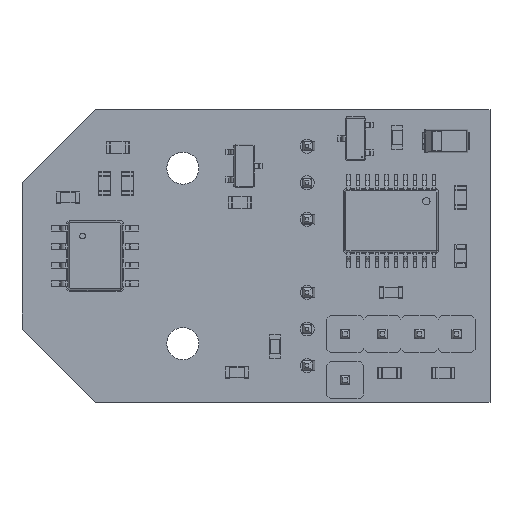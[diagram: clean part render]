
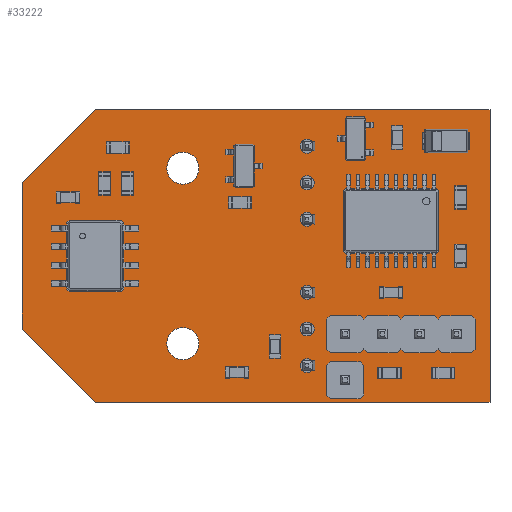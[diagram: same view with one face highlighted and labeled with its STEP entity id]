
A CAD part, top view. The second image highlights one B-rep face of the part: STEP entity #33222.
In plain terms, the highlighted planar face has unit normal (0, 0, 1).
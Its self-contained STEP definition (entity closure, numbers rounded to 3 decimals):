
#32951 = VERTEX_POINT('',#32952);
#32952 = CARTESIAN_POINT('',(132.,-120.,1.6));
#32958 = EDGE_CURVE('',#32951,#32959,#32961,.T.);
#32959 = VERTEX_POINT('',#32960);
#32960 = CARTESIAN_POINT('',(105.,-120.,1.6));
#32961 = LINE('',#32962,#32963);
#32962 = CARTESIAN_POINT('',(132.,-120.,1.6));
#32963 = VECTOR('',#32964,1.);
#32964 = DIRECTION('',(-1.,0.,0.));
#32991 = VERTEX_POINT('',#32992);
#32992 = CARTESIAN_POINT('',(132.,-100.,1.6));
#32998 = EDGE_CURVE('',#32991,#32951,#32999,.T.);
#32999 = LINE('',#33000,#33001);
#33000 = CARTESIAN_POINT('',(132.,-100.,1.6));
#33001 = VECTOR('',#33002,1.);
#33002 = DIRECTION('',(0.,-1.,0.));
#33020 = EDGE_CURVE('',#32959,#33021,#33023,.T.);
#33021 = VERTEX_POINT('',#33022);
#33022 = CARTESIAN_POINT('',(100.,-115.,1.6));
#33023 = LINE('',#33024,#33025);
#33024 = CARTESIAN_POINT('',(105.,-120.,1.6));
#33025 = VECTOR('',#33026,1.);
#33026 = DIRECTION('',(-0.707,0.707,0.));
#33222 = ADVANCED_FACE('',(#33223,#33250,#33261,#33272,#33283,#33294,
    #33305,#33316,#33327,#33338,#33349,#33360,#33371,#33382),#33393,.T.
  );
#33223 = FACE_BOUND('',#33224,.T.);
#33224 = EDGE_LOOP('',(#33225,#33226,#33227,#33235,#33243,#33249));
#33225 = ORIENTED_EDGE('',*,*,#32958,.F.);
#33226 = ORIENTED_EDGE('',*,*,#32998,.F.);
#33227 = ORIENTED_EDGE('',*,*,#33228,.F.);
#33228 = EDGE_CURVE('',#33229,#32991,#33231,.T.);
#33229 = VERTEX_POINT('',#33230);
#33230 = CARTESIAN_POINT('',(105.,-100.,1.6));
#33231 = LINE('',#33232,#33233);
#33232 = CARTESIAN_POINT('',(105.,-100.,1.6));
#33233 = VECTOR('',#33234,1.);
#33234 = DIRECTION('',(1.,0.,0.));
#33235 = ORIENTED_EDGE('',*,*,#33236,.F.);
#33236 = EDGE_CURVE('',#33237,#33229,#33239,.T.);
#33237 = VERTEX_POINT('',#33238);
#33238 = CARTESIAN_POINT('',(100.,-105.,1.6));
#33239 = LINE('',#33240,#33241);
#33240 = CARTESIAN_POINT('',(100.,-105.,1.6));
#33241 = VECTOR('',#33242,1.);
#33242 = DIRECTION('',(0.707,0.707,0.));
#33243 = ORIENTED_EDGE('',*,*,#33244,.F.);
#33244 = EDGE_CURVE('',#33021,#33237,#33245,.T.);
#33245 = LINE('',#33246,#33247);
#33246 = CARTESIAN_POINT('',(100.,-115.,1.6));
#33247 = VECTOR('',#33248,1.);
#33248 = DIRECTION('',(0.,1.,0.));
#33249 = ORIENTED_EDGE('',*,*,#33020,.F.);
#33250 = FACE_BOUND('',#33251,.T.);
#33251 = EDGE_LOOP('',(#33252));
#33252 = ORIENTED_EDGE('',*,*,#33253,.T.);
#33253 = EDGE_CURVE('',#33254,#33254,#33256,.T.);
#33254 = VERTEX_POINT('',#33255);
#33255 = CARTESIAN_POINT('',(111.,-117.1,1.6));
#33256 = CIRCLE('',#33257,1.1);
#33257 = AXIS2_PLACEMENT_3D('',#33258,#33259,#33260);
#33258 = CARTESIAN_POINT('',(111.,-116.,1.6));
#33259 = DIRECTION('',(-0.,0.,-1.));
#33260 = DIRECTION('',(-0.,-1.,0.));
#33261 = FACE_BOUND('',#33262,.T.);
#33262 = EDGE_LOOP('',(#33263));
#33263 = ORIENTED_EDGE('',*,*,#33264,.T.);
#33264 = EDGE_CURVE('',#33265,#33265,#33267,.T.);
#33265 = VERTEX_POINT('',#33266);
#33266 = CARTESIAN_POINT('',(119.5,-117.975,1.6));
#33267 = CIRCLE('',#33268,0.475);
#33268 = AXIS2_PLACEMENT_3D('',#33269,#33270,#33271);
#33269 = CARTESIAN_POINT('',(119.5,-117.5,1.6));
#33270 = DIRECTION('',(-0.,0.,-1.));
#33271 = DIRECTION('',(-0.,-1.,0.));
#33272 = FACE_BOUND('',#33273,.T.);
#33273 = EDGE_LOOP('',(#33274));
#33274 = ORIENTED_EDGE('',*,*,#33275,.T.);
#33275 = EDGE_CURVE('',#33276,#33276,#33278,.T.);
#33276 = VERTEX_POINT('',#33277);
#33277 = CARTESIAN_POINT('',(119.5,-115.475,1.6));
#33278 = CIRCLE('',#33279,0.475);
#33279 = AXIS2_PLACEMENT_3D('',#33280,#33281,#33282);
#33280 = CARTESIAN_POINT('',(119.5,-115.,1.6));
#33281 = DIRECTION('',(-0.,0.,-1.));
#33282 = DIRECTION('',(-0.,-1.,0.));
#33283 = FACE_BOUND('',#33284,.T.);
#33284 = EDGE_LOOP('',(#33285));
#33285 = ORIENTED_EDGE('',*,*,#33286,.T.);
#33286 = EDGE_CURVE('',#33287,#33287,#33289,.T.);
#33287 = VERTEX_POINT('',#33288);
#33288 = CARTESIAN_POINT('',(119.5,-112.975,1.6));
#33289 = CIRCLE('',#33290,0.475);
#33290 = AXIS2_PLACEMENT_3D('',#33291,#33292,#33293);
#33291 = CARTESIAN_POINT('',(119.5,-112.5,1.6));
#33292 = DIRECTION('',(-0.,0.,-1.));
#33293 = DIRECTION('',(-0.,-1.,0.));
#33294 = FACE_BOUND('',#33295,.T.);
#33295 = EDGE_LOOP('',(#33296));
#33296 = ORIENTED_EDGE('',*,*,#33297,.T.);
#33297 = EDGE_CURVE('',#33298,#33298,#33300,.T.);
#33298 = VERTEX_POINT('',#33299);
#33299 = CARTESIAN_POINT('',(122.1,-119.,1.6));
#33300 = CIRCLE('',#33301,0.5);
#33301 = AXIS2_PLACEMENT_3D('',#33302,#33303,#33304);
#33302 = CARTESIAN_POINT('',(122.1,-118.5,1.6));
#33303 = DIRECTION('',(-0.,0.,-1.));
#33304 = DIRECTION('',(-0.,-1.,0.));
#33305 = FACE_BOUND('',#33306,.T.);
#33306 = EDGE_LOOP('',(#33307));
#33307 = ORIENTED_EDGE('',*,*,#33308,.T.);
#33308 = EDGE_CURVE('',#33309,#33309,#33311,.T.);
#33309 = VERTEX_POINT('',#33310);
#33310 = CARTESIAN_POINT('',(122.1,-115.85,1.6));
#33311 = CIRCLE('',#33312,0.5);
#33312 = AXIS2_PLACEMENT_3D('',#33313,#33314,#33315);
#33313 = CARTESIAN_POINT('',(122.1,-115.35,1.6));
#33314 = DIRECTION('',(-0.,0.,-1.));
#33315 = DIRECTION('',(-0.,-1.,0.));
#33316 = FACE_BOUND('',#33317,.T.);
#33317 = EDGE_LOOP('',(#33318));
#33318 = ORIENTED_EDGE('',*,*,#33319,.T.);
#33319 = EDGE_CURVE('',#33320,#33320,#33322,.T.);
#33320 = VERTEX_POINT('',#33321);
#33321 = CARTESIAN_POINT('',(124.64,-115.85,1.6));
#33322 = CIRCLE('',#33323,0.5);
#33323 = AXIS2_PLACEMENT_3D('',#33324,#33325,#33326);
#33324 = CARTESIAN_POINT('',(124.64,-115.35,1.6));
#33325 = DIRECTION('',(-0.,0.,-1.));
#33326 = DIRECTION('',(-0.,-1.,0.));
#33327 = FACE_BOUND('',#33328,.T.);
#33328 = EDGE_LOOP('',(#33329));
#33329 = ORIENTED_EDGE('',*,*,#33330,.T.);
#33330 = EDGE_CURVE('',#33331,#33331,#33333,.T.);
#33331 = VERTEX_POINT('',#33332);
#33332 = CARTESIAN_POINT('',(127.18,-115.85,1.6));
#33333 = CIRCLE('',#33334,0.5);
#33334 = AXIS2_PLACEMENT_3D('',#33335,#33336,#33337);
#33335 = CARTESIAN_POINT('',(127.18,-115.35,1.6));
#33336 = DIRECTION('',(-0.,0.,-1.));
#33337 = DIRECTION('',(-0.,-1.,0.));
#33338 = FACE_BOUND('',#33339,.T.);
#33339 = EDGE_LOOP('',(#33340));
#33340 = ORIENTED_EDGE('',*,*,#33341,.T.);
#33341 = EDGE_CURVE('',#33342,#33342,#33344,.T.);
#33342 = VERTEX_POINT('',#33343);
#33343 = CARTESIAN_POINT('',(129.72,-115.85,1.6));
#33344 = CIRCLE('',#33345,0.5);
#33345 = AXIS2_PLACEMENT_3D('',#33346,#33347,#33348);
#33346 = CARTESIAN_POINT('',(129.72,-115.35,1.6));
#33347 = DIRECTION('',(-0.,0.,-1.));
#33348 = DIRECTION('',(-0.,-1.,0.));
#33349 = FACE_BOUND('',#33350,.T.);
#33350 = EDGE_LOOP('',(#33351));
#33351 = ORIENTED_EDGE('',*,*,#33352,.T.);
#33352 = EDGE_CURVE('',#33353,#33353,#33355,.T.);
#33353 = VERTEX_POINT('',#33354);
#33354 = CARTESIAN_POINT('',(119.5,-107.975,1.6));
#33355 = CIRCLE('',#33356,0.475);
#33356 = AXIS2_PLACEMENT_3D('',#33357,#33358,#33359);
#33357 = CARTESIAN_POINT('',(119.5,-107.5,1.6));
#33358 = DIRECTION('',(-0.,0.,-1.));
#33359 = DIRECTION('',(-0.,-1.,0.));
#33360 = FACE_BOUND('',#33361,.T.);
#33361 = EDGE_LOOP('',(#33362));
#33362 = ORIENTED_EDGE('',*,*,#33363,.T.);
#33363 = EDGE_CURVE('',#33364,#33364,#33366,.T.);
#33364 = VERTEX_POINT('',#33365);
#33365 = CARTESIAN_POINT('',(111.,-105.1,1.6));
#33366 = CIRCLE('',#33367,1.1);
#33367 = AXIS2_PLACEMENT_3D('',#33368,#33369,#33370);
#33368 = CARTESIAN_POINT('',(111.,-104.,1.6));
#33369 = DIRECTION('',(-0.,0.,-1.));
#33370 = DIRECTION('',(-0.,-1.,0.));
#33371 = FACE_BOUND('',#33372,.T.);
#33372 = EDGE_LOOP('',(#33373));
#33373 = ORIENTED_EDGE('',*,*,#33374,.T.);
#33374 = EDGE_CURVE('',#33375,#33375,#33377,.T.);
#33375 = VERTEX_POINT('',#33376);
#33376 = CARTESIAN_POINT('',(119.5,-105.475,1.6));
#33377 = CIRCLE('',#33378,0.475);
#33378 = AXIS2_PLACEMENT_3D('',#33379,#33380,#33381);
#33379 = CARTESIAN_POINT('',(119.5,-105.,1.6));
#33380 = DIRECTION('',(-0.,0.,-1.));
#33381 = DIRECTION('',(-0.,-1.,0.));
#33382 = FACE_BOUND('',#33383,.T.);
#33383 = EDGE_LOOP('',(#33384));
#33384 = ORIENTED_EDGE('',*,*,#33385,.T.);
#33385 = EDGE_CURVE('',#33386,#33386,#33388,.T.);
#33386 = VERTEX_POINT('',#33387);
#33387 = CARTESIAN_POINT('',(119.5,-102.975,1.6));
#33388 = CIRCLE('',#33389,0.475);
#33389 = AXIS2_PLACEMENT_3D('',#33390,#33391,#33392);
#33390 = CARTESIAN_POINT('',(119.5,-102.5,1.6));
#33391 = DIRECTION('',(-0.,0.,-1.));
#33392 = DIRECTION('',(-0.,-1.,0.));
#33393 = PLANE('',#33394);
#33394 = AXIS2_PLACEMENT_3D('',#33395,#33396,#33397);
#33395 = CARTESIAN_POINT('',(0.,0.,1.6));
#33396 = DIRECTION('',(0.,0.,1.));
#33397 = DIRECTION('',(1.,0.,-0.));
